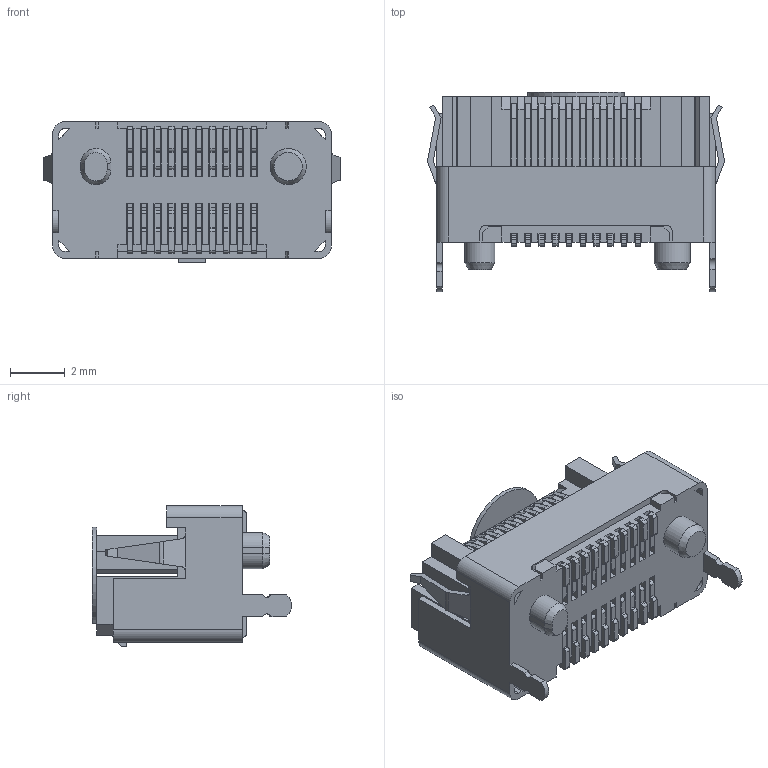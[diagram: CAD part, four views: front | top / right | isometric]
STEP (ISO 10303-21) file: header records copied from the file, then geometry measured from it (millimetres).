
FILE_DESCRIPTION( ( 'STEP AP214' ), '1' );
FILE_NAME( 'LSHM-110-04.0-L-DV-A-S-K-TR.stp', '2020-05-12T16:01:36', ( 'License CC BY-ND 4.0' ), ( 'CADENAS' ), ' ', 'PARTsolutions', ' ' );
FILE_SCHEMA( ( 'AUTOMOTIVE_DESIGN { 1 0 10303 214 1 1 1 1 }' ) );
Length unit declared in the file: millimetre
Products named in the file (4): LSHM-110-04.0-L-DV-A-S-K-TR; _STRLSHM-10-04.0-DV-A-S; _C-185--10-04.0-DV1P; _K-DOT-.138-.250-.005.pp
Assembly tree (3 placements, depth 2):
  LSHM-110-04.0-L-DV-A-S-K-TR
    _STRLSHM-10-04.0-DV-A-S
    _C-185--10-04.0-DV1P
    _K-DOT-.138-.250-.005.pp
Bounding box: 10.8 x 7.25 x 5.13 mm (x, y, z)
Volume: 190.2 mm3; surface area: 759.3 mm2
Topology: 3 solids, 3 shells, 889 faces, 2628 edges, 1704 vertices
Faces by surface type: plane 713, cylinder 173, cone 3
Full cylindrical faces by diameter (mm): 1.32 x1, 3.5 x1
Entity records: 36457 total; most frequent: ORIENTED_EDGE 5248, CARTESIAN_POINT 5220, DIRECTION 4763, EDGE_CURVE 2624, LINE 2271, VECTOR 2271, VERTEX_POINT 1703, AXIS2_PLACEMENT_3D 1246
